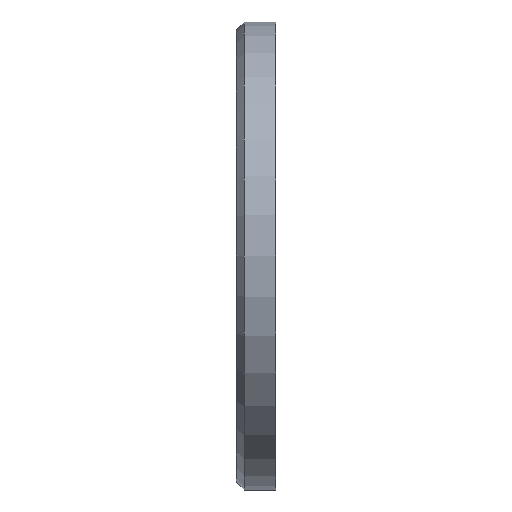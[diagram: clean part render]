
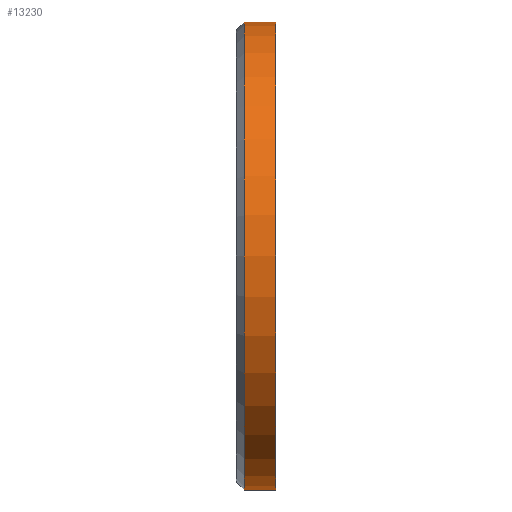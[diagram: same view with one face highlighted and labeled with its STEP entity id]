
A CAD part, left-side view. The second image highlights one B-rep face of the part: STEP entity #13230.
In plain terms, the highlighted cylindrical face has radius 60 mm (diameter 120 mm), a partial arc.
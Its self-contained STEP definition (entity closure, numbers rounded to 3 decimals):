
#1280 = DIRECTION ( 'NONE',  ( 0., -1., 0. ) ) ;
#1502 = CIRCLE ( 'NONE', #16395, 60. ) ;
#1649 = ORIENTED_EDGE ( 'NONE', *, *, #15844, .T. ) ;
#1805 = VERTEX_POINT ( 'NONE', #12935 ) ;
#1836 = CARTESIAN_POINT ( 'NONE',  ( 0., 8., 60. ) ) ;
#2210 = CARTESIAN_POINT ( 'NONE',  ( 0., 0., 0. ) ) ;
#2639 = DIRECTION ( 'NONE',  ( 0., 0., -1. ) ) ;
#3030 = EDGE_LOOP ( 'NONE', ( #8254, #11867, #5617, #1649 ) ) ;
#3373 = DIRECTION ( 'NONE',  ( 0., 1., 0. ) ) ;
#3756 = EDGE_CURVE ( 'NONE', #13844, #13626, #11405, .T. ) ;
#4025 = CARTESIAN_POINT ( 'NONE',  ( 0., 10., 0. ) ) ;
#4320 = VECTOR ( 'NONE', #15713, 1000. ) ;
#5124 = CYLINDRICAL_SURFACE ( 'NONE', #10586, 60. ) ;
#5141 = VERTEX_POINT ( 'NONE', #7696 ) ;
#5162 = CARTESIAN_POINT ( 'NONE',  ( 0., 8., 0. ) ) ;
#5617 = ORIENTED_EDGE ( 'NONE', *, *, #14540, .T. ) ;
#5688 = LINE ( 'NONE', #15662, #4320 ) ;
#6447 = CIRCLE ( 'NONE', #15552, 60. ) ;
#7696 = CARTESIAN_POINT ( 'NONE',  ( 0., 8., -60. ) ) ;
#8254 = ORIENTED_EDGE ( 'NONE', *, *, #3756, .F. ) ;
#8433 = VECTOR ( 'NONE', #9782, 1000. ) ;
#9782 = DIRECTION ( 'NONE',  ( 0., -1., 0. ) ) ;
#10159 = DIRECTION ( 'NONE',  ( 0., 0., 1. ) ) ;
#10586 = AXIS2_PLACEMENT_3D ( 'NONE', #4025, #14037, #2639 ) ;
#10683 = FACE_OUTER_BOUND ( 'NONE', #3030, .T. ) ;
#11050 = DIRECTION ( 'NONE',  ( 0., 0., 1. ) ) ;
#11405 = LINE ( 'NONE', #13547, #8433 ) ;
#11867 = ORIENTED_EDGE ( 'NONE', *, *, #15085, .T. ) ;
#12935 = CARTESIAN_POINT ( 'NONE',  ( 0., 0., -60. ) ) ;
#13230 = ADVANCED_FACE ( 'NONE', ( #10683 ), #5124, .T. ) ;
#13547 = CARTESIAN_POINT ( 'NONE',  ( 0., 10., 60. ) ) ;
#13626 = VERTEX_POINT ( 'NONE', #15613 ) ;
#13844 = VERTEX_POINT ( 'NONE', #1836 ) ;
#14037 = DIRECTION ( 'NONE',  ( 0., -1., 0. ) ) ;
#14540 = EDGE_CURVE ( 'NONE', #5141, #1805, #5688, .T. ) ;
#15085 = EDGE_CURVE ( 'NONE', #13844, #5141, #6447, .T. ) ;
#15552 = AXIS2_PLACEMENT_3D ( 'NONE', #5162, #1280, #10159 ) ;
#15613 = CARTESIAN_POINT ( 'NONE',  ( 0., 0., 60. ) ) ;
#15662 = CARTESIAN_POINT ( 'NONE',  ( 0., 10., -60. ) ) ;
#15713 = DIRECTION ( 'NONE',  ( 0., -1., 0. ) ) ;
#15844 = EDGE_CURVE ( 'NONE', #1805, #13626, #1502, .T. ) ;
#16395 = AXIS2_PLACEMENT_3D ( 'NONE', #2210, #3373, #11050 ) ;
